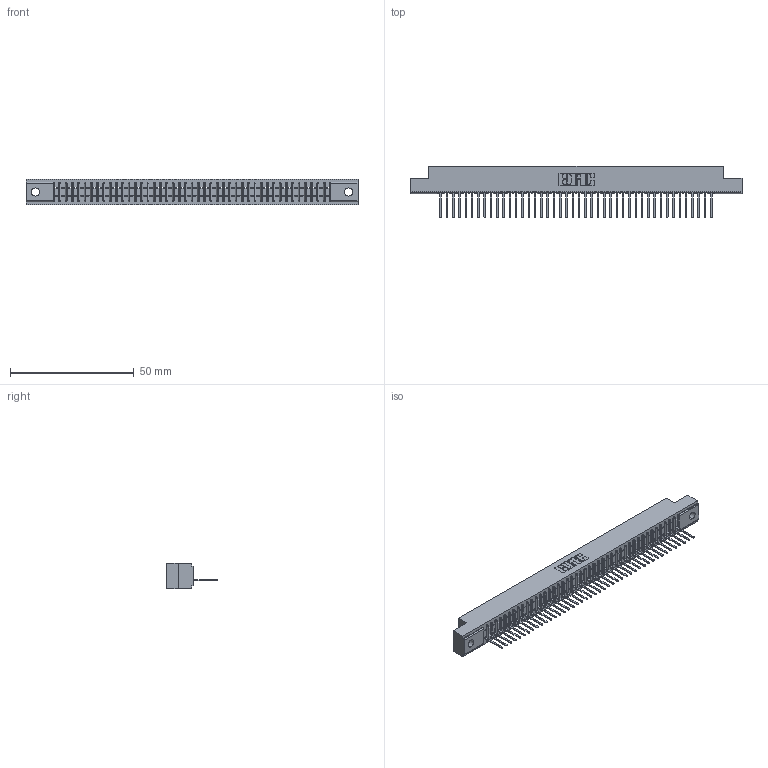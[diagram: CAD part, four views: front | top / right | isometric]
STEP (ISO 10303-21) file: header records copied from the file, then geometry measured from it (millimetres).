
FILE_DESCRIPTION (( 'STEP AP203' ), '1' );
FILE_NAME ('341-044-522-102.STEP', '2018-08-07T02:28:18', ( '' ), ( '' ), 'SwSTEP 2.0', 'SolidWorks 2016', '' );
FILE_SCHEMA (( 'CONFIG_CONTROL_DESIGN' ));
Length unit declared in the file: inch
Products named in the file (3): 341 Part_.128 (3.25) Dia Mounting Holes; 341-292-001_341-292-122; 341-044-522-102
Assembly tree (45 placements, depth 2):
  341-044-522-102
    341 Part_.128 (3.25) Dia Mounting Holes
    341-292-001_341-292-122  x44
Bounding box: 133.99 x 20.62 x 10.16 mm (x, y, z)
Volume: 9601.2 mm3; surface area: 15058.7 mm2
Topology: 45 solids, 45 shells, 3724 faces, 10744 edges, 6894 vertices
Faces by surface type: plane 2312, cylinder 1236, sphere 90, torus 86
Entity records: 51577 total; most frequent: CARTESIAN_POINT 8764, ORIENTED_EDGE 8752, DIRECTION 8458, EDGE_CURVE 4376, LINE 3538, VECTOR 3538, VERTEX_POINT 2766, AXIS2_PLACEMENT_3D 2460
